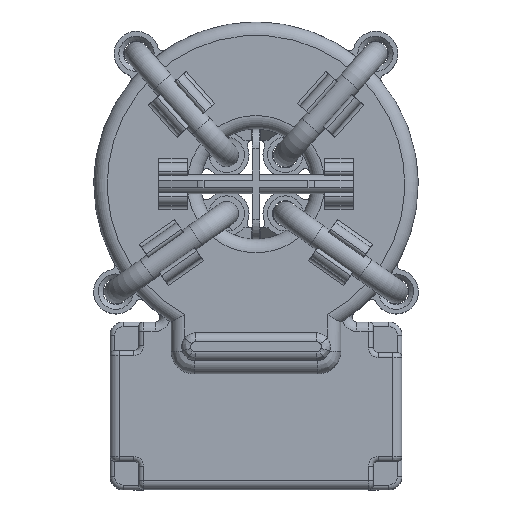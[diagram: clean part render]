
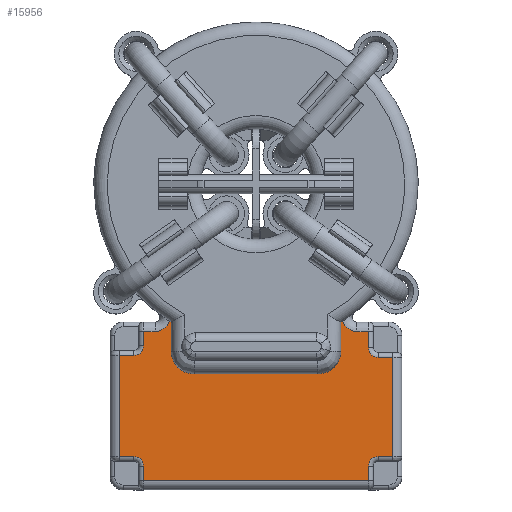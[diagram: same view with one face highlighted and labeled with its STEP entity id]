
A CAD part, top view. The second image highlights one B-rep face of the part: STEP entity #15956.
In plain terms, the highlighted planar face has unit normal (0, 0, 1).
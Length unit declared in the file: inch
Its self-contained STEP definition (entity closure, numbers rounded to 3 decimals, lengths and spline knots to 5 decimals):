
#835=CIRCLE('',#16885,0.09449);
#837=CIRCLE('',#16889,0.09449);
#970=CIRCLE('',#17099,0.05906);
#977=CIRCLE('',#17110,0.05906);
#978=CIRCLE('',#17111,0.66929);
#979=CIRCLE('',#17112,0.66929);
#980=CIRCLE('',#17113,0.03937);
#981=CIRCLE('',#17114,0.03937);
#982=CIRCLE('',#17115,0.03937);
#983=CIRCLE('',#17116,0.03937);
#1748=FACE_OUTER_BOUND('',#2625,.T.);
#2625=EDGE_LOOP('',(#11041,#11042,#11043,#11044,#11045,#11046,#11047,#11048,
#11049,#11050,#11051,#11052,#11053,#11054,#11055,#11056,#11057,#11058,#11059,
#11060,#11061,#11062,#11063,#11064,#11065,#11066));
#3646=LINE('',#23175,#4990);
#3650=LINE('',#23187,#4994);
#3654=LINE('',#23199,#4998);
#3757=LINE('',#24376,#5101);
#3760=LINE('',#24400,#5104);
#3761=LINE('',#24406,#5105);
#3763=LINE('',#24415,#5107);
#3765=LINE('',#24422,#5109);
#3766=LINE('',#24424,#5110);
#3767=LINE('',#24430,#5111);
#3768=LINE('',#24433,#5112);
#3769=LINE('',#24435,#5113);
#3770=LINE('',#24438,#5114);
#3771=LINE('',#24440,#5115);
#3772=LINE('',#24443,#5116);
#3773=LINE('',#24445,#5117);
#4990=VECTOR('',#18832,0.3937);
#4994=VECTOR('',#18844,0.3937);
#4998=VECTOR('',#18856,0.3937);
#5101=VECTOR('',#19371,0.3937);
#5104=VECTOR('',#19386,0.3937);
#5105=VECTOR('',#19391,0.3937);
#5107=VECTOR('',#19399,0.3937);
#5109=VECTOR('',#19405,0.3937);
#5110=VECTOR('',#19406,0.3937);
#5111=VECTOR('',#19413,0.3937);
#5112=VECTOR('',#19416,0.3937);
#5113=VECTOR('',#19417,0.3937);
#5114=VECTOR('',#19420,0.3937);
#5115=VECTOR('',#19421,0.3937);
#5116=VECTOR('',#19424,0.3937);
#5117=VECTOR('',#19425,0.3937);
#6332=VERTEX_POINT('',#23172);
#6333=VERTEX_POINT('',#23174);
#6335=VERTEX_POINT('',#23180);
#6337=VERTEX_POINT('',#23186);
#6339=VERTEX_POINT('',#23192);
#6341=VERTEX_POINT('',#23198);
#6519=VERTEX_POINT('',#24372);
#6521=VERTEX_POINT('',#24375);
#6522=VERTEX_POINT('',#24380);
#6524=VERTEX_POINT('',#24394);
#6526=VERTEX_POINT('',#24398);
#6527=VERTEX_POINT('',#24402);
#6529=VERTEX_POINT('',#24405);
#6531=VERTEX_POINT('',#24411);
#6533=VERTEX_POINT('',#24414);
#6535=VERTEX_POINT('',#24420);
#6536=VERTEX_POINT('',#24421);
#6537=VERTEX_POINT('',#24423);
#6538=VERTEX_POINT('',#24425);
#6539=VERTEX_POINT('',#24429);
#6540=VERTEX_POINT('',#24431);
#6541=VERTEX_POINT('',#24434);
#6542=VERTEX_POINT('',#24436);
#6543=VERTEX_POINT('',#24439);
#6544=VERTEX_POINT('',#24441);
#6545=VERTEX_POINT('',#24444);
#7972=EDGE_CURVE('',#6332,#6333,#3646,.T.);
#7975=EDGE_CURVE('',#6333,#6335,#835,.F.);
#7978=EDGE_CURVE('',#6335,#6337,#3650,.T.);
#7981=EDGE_CURVE('',#6337,#6339,#837,.F.);
#7984=EDGE_CURVE('',#6339,#6341,#3654,.T.);
#8246=EDGE_CURVE('',#6519,#6521,#3757,.T.);
#8249=EDGE_CURVE('',#6521,#6522,#970,.T.);
#8254=EDGE_CURVE('',#6526,#6524,#3760,.T.);
#8256=EDGE_CURVE('',#6527,#6529,#3761,.T.);
#8260=EDGE_CURVE('',#6531,#6533,#3763,.T.);
#8263=EDGE_CURVE('',#6535,#6536,#3765,.T.);
#8264=EDGE_CURVE('',#6537,#6535,#3766,.T.);
#8265=EDGE_CURVE('',#6538,#6537,#977,.T.);
#8266=EDGE_CURVE('',#6341,#6538,#978,.T.);
#8267=EDGE_CURVE('',#6522,#6332,#979,.T.);
#8268=EDGE_CURVE('',#6539,#6519,#3767,.T.);
#8269=EDGE_CURVE('',#6540,#6539,#980,.T.);
#8270=EDGE_CURVE('',#6524,#6540,#3768,.T.);
#8271=EDGE_CURVE('',#6541,#6526,#3769,.T.);
#8272=EDGE_CURVE('',#6542,#6541,#981,.T.);
#8273=EDGE_CURVE('',#6529,#6542,#3770,.T.);
#8274=EDGE_CURVE('',#6543,#6527,#3771,.T.);
#8275=EDGE_CURVE('',#6544,#6543,#982,.T.);
#8276=EDGE_CURVE('',#6533,#6544,#3772,.T.);
#8277=EDGE_CURVE('',#6545,#6531,#3773,.T.);
#8278=EDGE_CURVE('',#6536,#6545,#983,.T.);
#11041=ORIENTED_EDGE('',*,*,#8263,.F.);
#11042=ORIENTED_EDGE('',*,*,#8264,.F.);
#11043=ORIENTED_EDGE('',*,*,#8265,.F.);
#11044=ORIENTED_EDGE('',*,*,#8266,.F.);
#11045=ORIENTED_EDGE('',*,*,#7984,.F.);
#11046=ORIENTED_EDGE('',*,*,#7981,.F.);
#11047=ORIENTED_EDGE('',*,*,#7978,.F.);
#11048=ORIENTED_EDGE('',*,*,#7975,.F.);
#11049=ORIENTED_EDGE('',*,*,#7972,.F.);
#11050=ORIENTED_EDGE('',*,*,#8267,.F.);
#11051=ORIENTED_EDGE('',*,*,#8249,.F.);
#11052=ORIENTED_EDGE('',*,*,#8246,.F.);
#11053=ORIENTED_EDGE('',*,*,#8268,.F.);
#11054=ORIENTED_EDGE('',*,*,#8269,.F.);
#11055=ORIENTED_EDGE('',*,*,#8270,.F.);
#11056=ORIENTED_EDGE('',*,*,#8254,.F.);
#11057=ORIENTED_EDGE('',*,*,#8271,.F.);
#11058=ORIENTED_EDGE('',*,*,#8272,.F.);
#11059=ORIENTED_EDGE('',*,*,#8273,.F.);
#11060=ORIENTED_EDGE('',*,*,#8256,.F.);
#11061=ORIENTED_EDGE('',*,*,#8274,.F.);
#11062=ORIENTED_EDGE('',*,*,#8275,.F.);
#11063=ORIENTED_EDGE('',*,*,#8276,.F.);
#11064=ORIENTED_EDGE('',*,*,#8260,.F.);
#11065=ORIENTED_EDGE('',*,*,#8277,.F.);
#11066=ORIENTED_EDGE('',*,*,#8278,.F.);
#14539=PLANE('',#17109);
#15956=ADVANCED_FACE('',(#1748),#14539,.T.);
#16885=AXIS2_PLACEMENT_3D('',#23181,#18838,#18839);
#16889=AXIS2_PLACEMENT_3D('',#23193,#18850,#18851);
#17099=AXIS2_PLACEMENT_3D('',#24381,#19377,#19378);
#17109=AXIS2_PLACEMENT_3D('',#24419,#19403,#19404);
#17110=AXIS2_PLACEMENT_3D('',#24426,#19407,#19408);
#17111=AXIS2_PLACEMENT_3D('',#24427,#19409,#19410);
#17112=AXIS2_PLACEMENT_3D('',#24428,#19411,#19412);
#17113=AXIS2_PLACEMENT_3D('',#24432,#19414,#19415);
#17114=AXIS2_PLACEMENT_3D('',#24437,#19418,#19419);
#17115=AXIS2_PLACEMENT_3D('',#24442,#19422,#19423);
#17116=AXIS2_PLACEMENT_3D('',#24446,#19426,#19427);
#18832=DIRECTION('',(0.,-1.,0.));
#18838=DIRECTION('center_axis',(0.,0.,-1.));
#18839=DIRECTION('ref_axis',(-0.707,-0.707,0.));
#18844=DIRECTION('',(1.,0.,0.));
#18850=DIRECTION('center_axis',(0.,0.,-1.));
#18851=DIRECTION('ref_axis',(0.707,-0.707,0.));
#18856=DIRECTION('',(0.,1.,0.));
#19371=DIRECTION('',(1.,0.,0.));
#19377=DIRECTION('center_axis',(0.,0.,1.));
#19378=DIRECTION('ref_axis',(0.948,-0.318,0.));
#19386=DIRECTION('',(0.,1.,0.));
#19391=DIRECTION('',(-1.,0.,0.));
#19399=DIRECTION('',(0.,-1.,0.));
#19403=DIRECTION('center_axis',(0.,0.,1.));
#19404=DIRECTION('ref_axis',(1.,0.,0.));
#19405=DIRECTION('',(0.,-1.,0.));
#19406=DIRECTION('',(1.,0.,0.));
#19407=DIRECTION('center_axis',(0.,0.,1.));
#19408=DIRECTION('ref_axis',(-0.948,-0.318,0.));
#19409=DIRECTION('center_axis',(0.,0.,1.));
#19410=DIRECTION('ref_axis',(-1.,0.,0.));
#19411=DIRECTION('center_axis',(0.,0.,1.));
#19412=DIRECTION('ref_axis',(-1.,0.,0.));
#19413=DIRECTION('',(0.,1.,0.));
#19414=DIRECTION('center_axis',(0.,0.,1.));
#19415=DIRECTION('ref_axis',(0.707,-0.707,0.));
#19416=DIRECTION('',(1.,0.,0.));
#19417=DIRECTION('',(-1.,0.,0.));
#19418=DIRECTION('center_axis',(0.,0.,1.));
#19419=DIRECTION('ref_axis',(0.707,0.707,0.));
#19420=DIRECTION('',(0.,1.,0.));
#19421=DIRECTION('',(0.,-1.,0.));
#19422=DIRECTION('center_axis',(0.,0.,1.));
#19423=DIRECTION('ref_axis',(-0.707,0.707,0.));
#19424=DIRECTION('',(-1.,0.,0.));
#19425=DIRECTION('',(1.,0.,0.));
#19426=DIRECTION('center_axis',(0.,0.,1.));
#19427=DIRECTION('ref_axis',(-0.707,-0.707,0.));
#23172=CARTESIAN_POINT('',(-0.35039,-0.57024,0.3248));
#23174=CARTESIAN_POINT('',(-0.35039,-0.68898,0.3248));
#23175=CARTESIAN_POINT('',(-0.35039,-0.85228,0.3248));
#23180=CARTESIAN_POINT('',(-0.25591,-0.78346,0.3248));
#23181=CARTESIAN_POINT('Origin',(-0.25591,-0.68898,
0.3248));
#23186=CARTESIAN_POINT('',(0.25591,-0.78346,0.3248));
#23187=CARTESIAN_POINT('',(0.1752,-0.78346,0.3248));
#23192=CARTESIAN_POINT('',(0.35039,-0.68898,0.3248));
#23193=CARTESIAN_POINT('Origin',(0.25591,-0.68898,0.3248));
#23198=CARTESIAN_POINT('',(0.35039,-0.57024,0.3248));
#23199=CARTESIAN_POINT('',(0.35039,-0.74566,0.3248));
#24372=CARTESIAN_POINT('',(-0.46457,-0.60827,0.3248));
#24375=CARTESIAN_POINT('',(-0.416,-0.60827,0.3248));
#24376=CARTESIAN_POINT('',(-0.15748,-0.60827,0.3248));
#24380=CARTESIAN_POINT('',(-0.35905,-0.56483,0.3248));
#24381=CARTESIAN_POINT('Origin',(-0.416,-0.54921,
0.3248));
#24394=CARTESIAN_POINT('',(-0.56299,-0.70669,0.3248));
#24398=CARTESIAN_POINT('',(-0.56299,-1.12402,0.3248));
#24400=CARTESIAN_POINT('',(-0.56299,-0.74499,0.3248));
#24402=CARTESIAN_POINT('',(0.46457,-1.22244,0.3248));
#24405=CARTESIAN_POINT('',(-0.46457,-1.22244,0.3248));
#24406=CARTESIAN_POINT('',(-0.30118,-1.22244,0.3248));
#24411=CARTESIAN_POINT('',(0.56299,-0.71457,0.3248));
#24414=CARTESIAN_POINT('',(0.56299,-1.12402,0.3248));
#24415=CARTESIAN_POINT('',(0.56299,-1.09145,0.3248));
#24419=CARTESIAN_POINT('Origin',(0.,-0.92109,
0.3248));
#24420=CARTESIAN_POINT('',(0.46457,-0.60827,0.3248));
#24421=CARTESIAN_POINT('',(0.46457,-0.6752,0.3248));
#24422=CARTESIAN_POINT('',(0.46457,-0.80798,0.3248));
#24423=CARTESIAN_POINT('',(0.416,-0.60827,0.3248));
#24424=CARTESIAN_POINT('',(0.30118,-0.60827,0.3248));
#24425=CARTESIAN_POINT('',(0.35905,-0.56483,0.3248));
#24426=CARTESIAN_POINT('Origin',(0.416,-0.54921,0.3248));
#24427=CARTESIAN_POINT('Origin',(0.,0.,0.3248));
#24428=CARTESIAN_POINT('Origin',(0.,0.,0.3248));
#24429=CARTESIAN_POINT('',(-0.46457,-0.66732,0.3248));
#24430=CARTESIAN_POINT('',(-0.46457,-0.74499,0.3248));
#24431=CARTESIAN_POINT('',(-0.50394,-0.70669,0.3248));
#24432=CARTESIAN_POINT('Origin',(-0.50394,-0.66732,
0.3248));
#24433=CARTESIAN_POINT('',(-0.24213,-0.70669,0.3248));
#24434=CARTESIAN_POINT('',(-0.50394,-1.12402,0.3248));
#24435=CARTESIAN_POINT('',(-0.30118,-1.12402,0.3248));
#24436=CARTESIAN_POINT('',(-0.46457,-1.16339,0.3248));
#24437=CARTESIAN_POINT('Origin',(-0.50394,-1.16339,0.3248));
#24438=CARTESIAN_POINT('',(-0.46457,-1.03239,0.3248));
#24439=CARTESIAN_POINT('',(0.46457,-1.16339,0.3248));
#24440=CARTESIAN_POINT('',(0.46457,-1.09145,0.3248));
#24441=CARTESIAN_POINT('',(0.50394,-1.12402,0.3248));
#24442=CARTESIAN_POINT('Origin',(0.50394,-1.16339,0.3248));
#24443=CARTESIAN_POINT('',(0.24213,-1.12402,0.3248));
#24444=CARTESIAN_POINT('',(0.50394,-0.71457,0.3248));
#24445=CARTESIAN_POINT('',(0.30118,-0.71457,0.3248));
#24446=CARTESIAN_POINT('Origin',(0.50394,-0.6752,0.3248));
